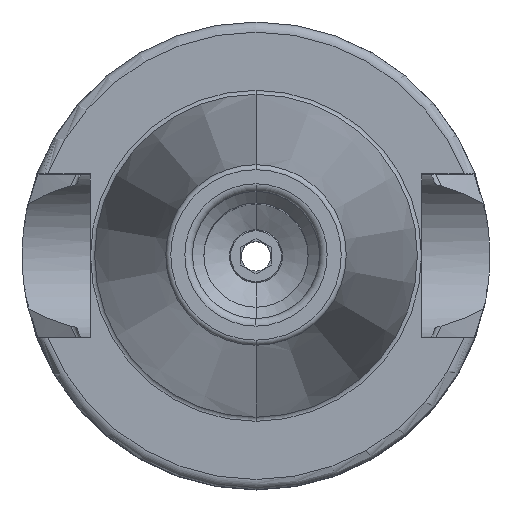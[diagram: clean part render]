
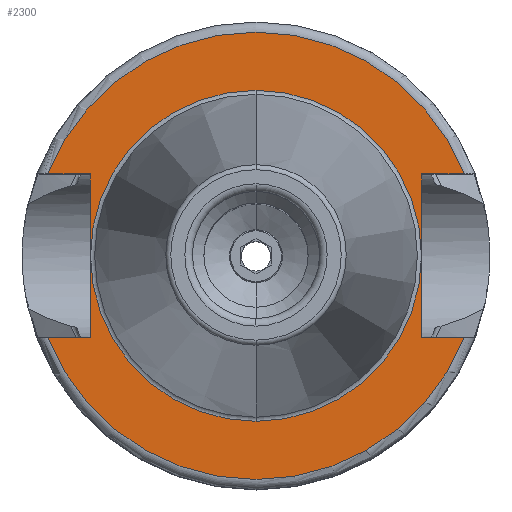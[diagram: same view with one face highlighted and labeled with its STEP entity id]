
A CAD part, top view. The second image highlights one B-rep face of the part: STEP entity #2300.
In plain terms, the highlighted planar face has unit normal (0, 0, 1).
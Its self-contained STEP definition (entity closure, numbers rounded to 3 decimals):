
#720=DIRECTION('',(1,0,0));
#721=VECTOR('',#720,4.174);
#722=CARTESIAN_POINT('',(-20.474,-8.05,20));
#723=LINE('',#722,#721);
#724=DIRECTION('',(0,1,0));
#725=VECTOR('',#724,16.1);
#726=CARTESIAN_POINT('',(-16.3,-8.05,20));
#727=LINE('',#726,#725);
#728=DIRECTION('',(1,0,0));
#729=VECTOR('',#728,4.174);
#730=CARTESIAN_POINT('',(-20.474,8.05,20));
#731=LINE('',#730,#729);
#732=DIRECTION('',(-1,0,0));
#733=VECTOR('',#732,4.174);
#734=CARTESIAN_POINT('',(20.474,8.05,20));
#735=LINE('',#734,#733);
#736=DIRECTION('',(0,-1,0));
#737=VECTOR('',#736,16.1);
#738=CARTESIAN_POINT('',(16.3,8.05,20));
#739=LINE('',#738,#737);
#740=DIRECTION('',(-1,0,0));
#741=VECTOR('',#740,4.174);
#742=CARTESIAN_POINT('',(20.474,-8.05,20));
#743=LINE('',#742,#741);
#754=CARTESIAN_POINT('',(0,0,20));
#755=DIRECTION('',(0,0,1));
#756=DIRECTION('',(0,1,0));
#757=AXIS2_PLACEMENT_3D('',#754,#755,#756);
#759=CARTESIAN_POINT('',(0,0,20));
#760=DIRECTION('',(0,0,-1));
#761=DIRECTION('',(0,1,0));
#762=AXIS2_PLACEMENT_3D('',#759,#760,#761);
#999=CARTESIAN_POINT('',(0,0,20));
#1000=DIRECTION('',(0,0,1));
#1001=DIRECTION('',(-0.931,-0.366,0));
#1002=AXIS2_PLACEMENT_3D('',#999,#1000,#1001);
#1016=CARTESIAN_POINT('',(0,0,20));
#1017=DIRECTION('',(0,0,1));
#1018=DIRECTION('',(0.931,0.366,0));
#1019=AXIS2_PLACEMENT_3D('',#1016,#1017,#1018);
#1181=CARTESIAN_POINT('',(-20.474,-8.05,20));
#1182=CARTESIAN_POINT('',(-16.3,-8.05,20));
#1183=VERTEX_POINT('',#1181);
#1184=VERTEX_POINT('',#1182);
#1185=CARTESIAN_POINT('',(-16.3,8.05,20));
#1186=VERTEX_POINT('',#1185);
#1187=CARTESIAN_POINT('',(-20.474,8.05,20));
#1188=VERTEX_POINT('',#1187);
#1189=CARTESIAN_POINT('',(16.3,8.05,20));
#1190=CARTESIAN_POINT('',(16.3,-8.05,20));
#1191=VERTEX_POINT('',#1189);
#1192=VERTEX_POINT('',#1190);
#1193=CARTESIAN_POINT('',(20.474,-8.05,20));
#1194=VERTEX_POINT('',#1193);
#1195=CARTESIAN_POINT('',(20.474,8.05,20));
#1196=VERTEX_POINT('',#1195);
#1239=CARTESIAN_POINT('',(0,16.275,20));
#1241=VERTEX_POINT('',#1239);
#1245=CARTESIAN_POINT('',(0,-16.275,20));
#1247=VERTEX_POINT('',#1245);
#2277=CARTESIAN_POINT('',(0,0,20));
#2278=DIRECTION('',(0,0,-1));
#2279=DIRECTION('',(0,-1,0));
#2280=AXIS2_PLACEMENT_3D('',#2277,#2278,#2279);
#2281=PLANE('',#2280);
#2282=ORIENTED_EDGE('',*,*,#2268,.T.);
#2283=ORIENTED_EDGE('',*,*,#2093,.T.);
#2284=ORIENTED_EDGE('',*,*,#2112,.F.);
#2286=ORIENTED_EDGE('',*,*,#2285,.F.);
#2287=ORIENTED_EDGE('',*,*,#2193,.T.);
#2288=ORIENTED_EDGE('',*,*,#2211,.T.);
#2289=ORIENTED_EDGE('',*,*,#2228,.F.);
#2291=ORIENTED_EDGE('',*,*,#2290,.F.);
#2292=EDGE_LOOP('',(#2282,#2283,#2284,#2286,#2287,#2288,#2289,#2291));
#2293=FACE_OUTER_BOUND('',#2292,.F.);
#2295=ORIENTED_EDGE('',*,*,#2294,.T.);
#2297=ORIENTED_EDGE('',*,*,#2296,.F.);
#2298=EDGE_LOOP('',(#2295,#2297));
#2299=FACE_BOUND('',#2298,.F.);
#2300=ADVANCED_FACE('',(#2293,#2299),#2281,.F.);
#758=CIRCLE('',#757,16.275);
#763=CIRCLE('',#762,16.275);
#1003=CIRCLE('',#1002,22);
#1020=CIRCLE('',#1019,22);
#2093=EDGE_CURVE('',#1184,#1186,#727,.T.);
#2112=EDGE_CURVE('',#1188,#1186,#731,.T.);
#2193=EDGE_CURVE('',#1196,#1191,#735,.T.);
#2211=EDGE_CURVE('',#1191,#1192,#739,.T.);
#2228=EDGE_CURVE('',#1194,#1192,#743,.T.);
#2268=EDGE_CURVE('',#1183,#1184,#723,.T.);
#2285=EDGE_CURVE('',#1196,#1188,#1020,.T.);
#2290=EDGE_CURVE('',#1183,#1194,#1003,.T.);
#2294=EDGE_CURVE('',#1241,#1247,#758,.T.);
#2296=EDGE_CURVE('',#1241,#1247,#763,.T.);
